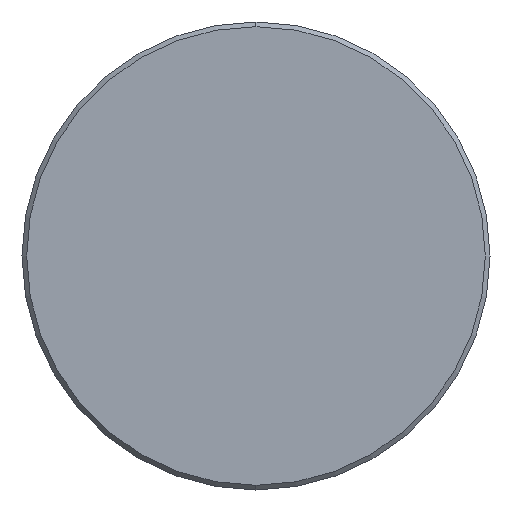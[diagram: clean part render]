
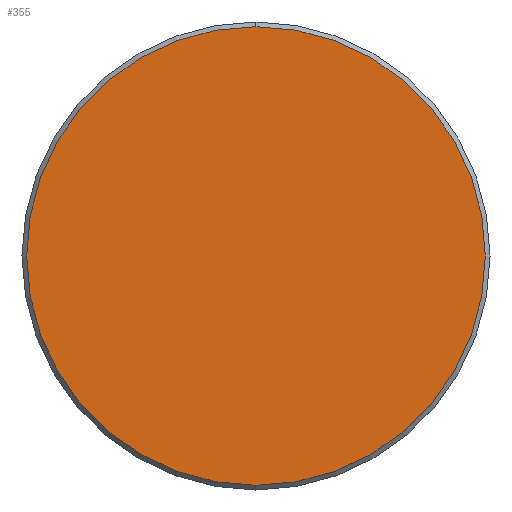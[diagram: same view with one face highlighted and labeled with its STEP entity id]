
A CAD part, left-side view. The second image highlights one B-rep face of the part: STEP entity #355.
In plain terms, the highlighted planar face has unit normal (-1, 0, 0).
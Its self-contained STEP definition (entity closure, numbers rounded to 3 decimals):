
#6 = ORIENTED_EDGE ( 'NONE', *, *, #551, .T. ) ;
#31 = AXIS2_PLACEMENT_3D ( 'NONE', #460, #522, #629 ) ;
#64 = CARTESIAN_POINT ( 'NONE',  ( 0., 0., -14.7 ) ) ;
#67 = CIRCLE ( 'NONE', #715, 14.7 ) ;
#117 = VERTEX_POINT ( 'NONE', #431 ) ;
#228 = VERTEX_POINT ( 'NONE', #64 ) ;
#257 = EDGE_LOOP ( 'NONE', ( #430, #6 ) ) ;
#271 = DIRECTION ( 'NONE',  ( 0., 0., 1. ) ) ;
#283 = DIRECTION ( 'NONE',  ( -1., 0., 0. ) ) ;
#335 = DIRECTION ( 'NONE',  ( 0., 0., 1. ) ) ;
#355 = ADVANCED_FACE ( 'NONE', ( #434 ), #632, .F. ) ;
#406 = CIRCLE ( 'NONE', #543, 14.7 ) ;
#430 = ORIENTED_EDGE ( 'NONE', *, *, #549, .T. ) ;
#431 = CARTESIAN_POINT ( 'NONE',  ( 0., 0., 14.7 ) ) ;
#434 = FACE_OUTER_BOUND ( 'NONE', #257, .T. ) ;
#460 = CARTESIAN_POINT ( 'NONE',  ( 0., 0., 0. ) ) ;
#522 = DIRECTION ( 'NONE',  ( 1., 0., 0. ) ) ;
#543 = AXIS2_PLACEMENT_3D ( 'NONE', #686, #283, #335 ) ;
#549 = EDGE_CURVE ( 'NONE', #228, #117, #406, .T. ) ;
#551 = EDGE_CURVE ( 'NONE', #117, #228, #67, .T. ) ;
#552 = CARTESIAN_POINT ( 'NONE',  ( 0., 0., 0. ) ) ;
#629 = DIRECTION ( 'NONE',  ( 0., 0., -1. ) ) ;
#632 = PLANE ( 'NONE',  #31 ) ;
#666 = DIRECTION ( 'NONE',  ( -1., 0., 0. ) ) ;
#686 = CARTESIAN_POINT ( 'NONE',  ( 0., 0., 0. ) ) ;
#715 = AXIS2_PLACEMENT_3D ( 'NONE', #552, #666, #271 ) ;
